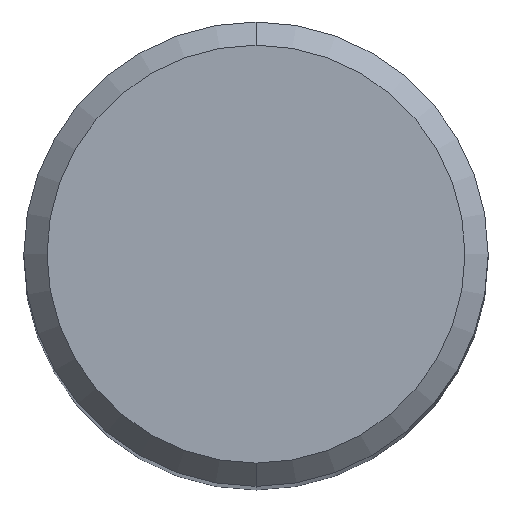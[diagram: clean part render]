
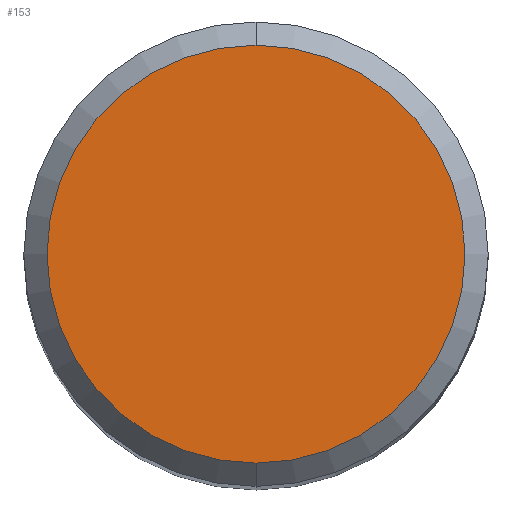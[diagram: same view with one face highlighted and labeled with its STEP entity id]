
A CAD part, top view. The second image highlights one B-rep face of the part: STEP entity #153.
In plain terms, the highlighted planar face has unit normal (0, 0, 1).
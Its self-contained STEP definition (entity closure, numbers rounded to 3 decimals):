
#133=VERTEX_POINT('',#289);
#137=EDGE_CURVE('',#133,#181,#293,.T.);
#153=ADVANCED_FACE('',(#310),#311,.T.);
#181=VERTEX_POINT('',#342);
#205=EDGE_CURVE('',#181,#133,#370,.T.);
#289=CARTESIAN_POINT('',(0.0,4.5,0.0));
#293=CIRCLE('',#465,4.5);
#310=FACE_OUTER_BOUND('',#489,.T.);
#311=PLANE('',#490);
#342=CARTESIAN_POINT('',(0.,-4.5,0.0));
#370=CIRCLE('',#562,4.5);
#465=AXIS2_PLACEMENT_3D('',#657,#658,#659);
#489=EDGE_LOOP('',(#674,#675));
#490=AXIS2_PLACEMENT_3D('',#676,#677,#678);
#562=AXIS2_PLACEMENT_3D('',#756,#757,#758);
#657=CARTESIAN_POINT('',(0.0,0.0,0.0));
#658=DIRECTION('',(0.0,0.0,-1.0));
#659=DIRECTION('',(0.0,1.0,0.0));
#674=ORIENTED_EDGE('',*,*,#137,.F.);
#675=ORIENTED_EDGE('',*,*,#205,.F.);
#676=CARTESIAN_POINT('',(0.0,2.25,0.0));
#677=DIRECTION('',(-0.0,0.0,1.0));
#678=DIRECTION('',(0.0,-1.0,0.0));
#756=CARTESIAN_POINT('',(0.0,0.0,0.0));
#757=DIRECTION('',(0.0,0.0,-1.0));
#758=DIRECTION('',(0.0,1.0,0.0));
